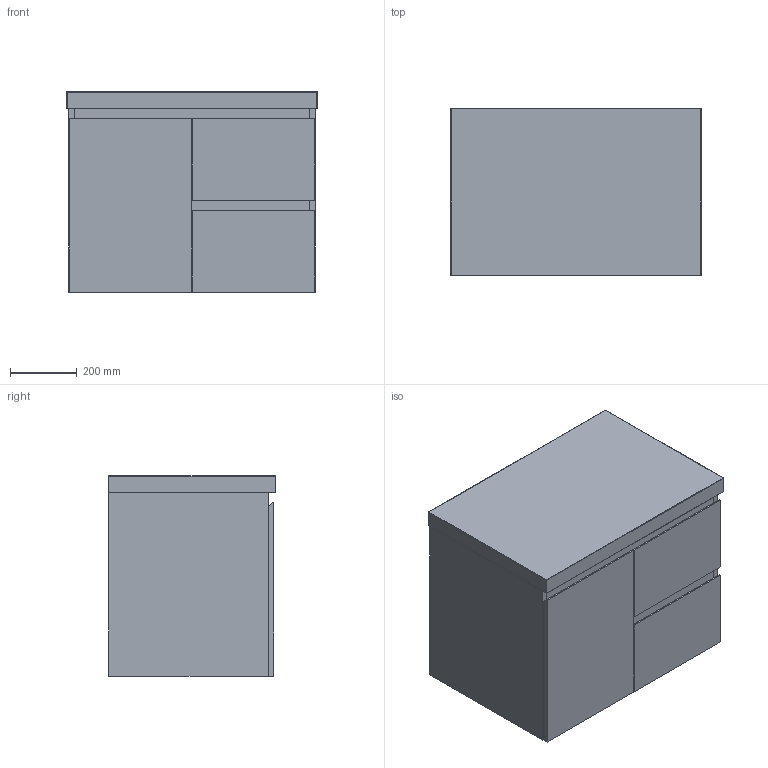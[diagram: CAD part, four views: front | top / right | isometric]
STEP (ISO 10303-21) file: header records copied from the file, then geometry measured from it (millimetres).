
FILE_DESCRIPTION(/* description */ (''),/* implementation_level */ '2;1');
FILE_NAME(/* name */ 'Domaine Conventional (Wall Hung) 750 (50MM)',/* time_stamp */ '2025-07-09T14:48:20+10:00',/* author */ (''),/* organization */ (''),/* preprocessor_version */ 'ST-DEVELOPER v16.5',/* originating_system */ '',/* authorisation */ '');
FILE_SCHEMA (('AUTOMOTIVE_DESIGN'));
Length unit declared in the file: millimetre
Products named in the file (6): Document; Domaine Conventional (Wall Hung) 750 (50MM); Blank Benchtops ALL13; 750 Benchtop (50mm)4; Domanine Conventional Wall Hung ALL CABINETS56789101112; Domaine Conventional 750 WH2
Assembly tree (5 placements, depth 4):
  Document
    Domaine Conventional (Wall Hung) 750 (50MM)
      Blank Benchtops ALL13
        750 Benchtop (50mm)4
      Domanine Conventional Wall Hung ALL CABINETS56789101112
        Domaine Conventional 750 WH2
Bounding box: 750 x 500 x 600 mm (x, y, z)
Volume: 32347736.2 mm3; surface area: 4468776.3 mm2
Topology: 7 solids, 7 shells, 71 faces, 154 edges, 92 vertices
Faces by surface type: plane 54, cylinder 11, bspline 6
Entity records: 2129 total; most frequent: CARTESIAN_POINT 758, ORIENTED_EDGE 296, EDGE_CURVE 148, B_SPLINE_CURVE_WITH_KNOTS 128, VERTEX_POINT 92, DIRECTION 91, AXIS2_PLACEMENT_3D 78, EDGE_LOOP 72
